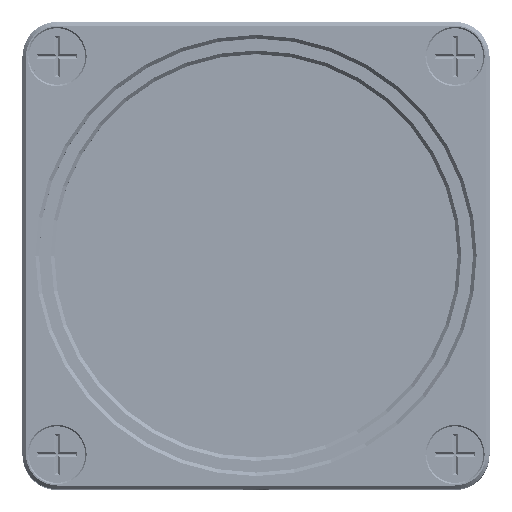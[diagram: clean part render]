
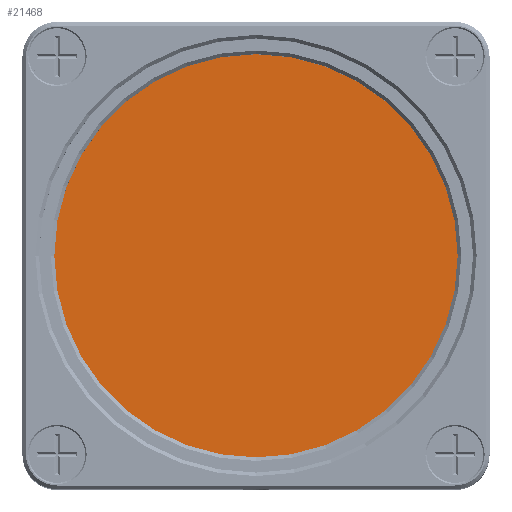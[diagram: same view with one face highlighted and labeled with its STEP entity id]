
A CAD part, top view. The second image highlights one B-rep face of the part: STEP entity #21468.
In plain terms, the highlighted planar face has unit normal (0, 0, 1).
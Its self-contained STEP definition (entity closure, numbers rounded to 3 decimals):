
#11600=FACE_OUTER_BOUND('',#70707,.T.);
#21468=ADVANCED_FACE('',(#11600),#27145,.T.);
#27145=PLANE('',#165291);
#70707=EDGE_LOOP('',(#112406));
#112406=ORIENTED_EDGE('',*,*,#148496,.T.);
#127427=VERTEX_POINT('',#249789);
#148496=EDGE_CURVE('',#127427,#127427,#153213,.T.);
#153213=CIRCLE('',#165288,12.5);
#165288=AXIS2_PLACEMENT_3D('',#249788,#205891,#205892);
#165291=AXIS2_PLACEMENT_3D('',#249793,#205897,#205898);
#205891=DIRECTION('',(0.,0.,1.));
#205892=DIRECTION('',(1.,0.,0.));
#205897=DIRECTION('',(0.,0.,1.));
#205898=DIRECTION('',(1.,0.,0.));
#249788=CARTESIAN_POINT('',(0.,0.,1.1));
#249789=CARTESIAN_POINT('',(12.5,0.,1.1));
#249793=CARTESIAN_POINT('',(0.,0.,1.1));
